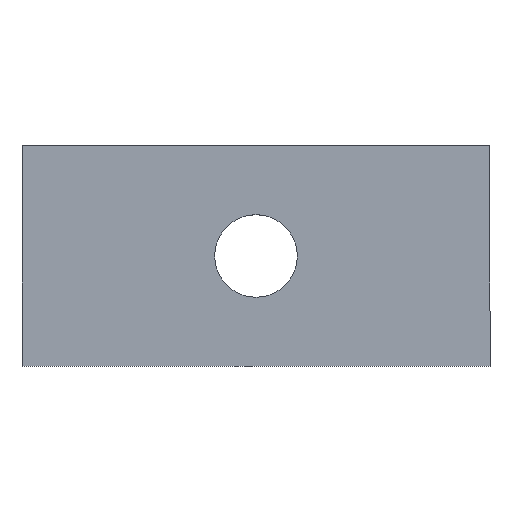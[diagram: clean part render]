
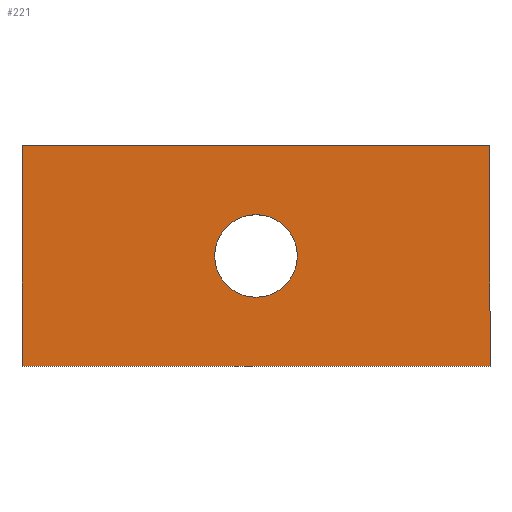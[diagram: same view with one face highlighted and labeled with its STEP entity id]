
A CAD part, top view. The second image highlights one B-rep face of the part: STEP entity #221.
In plain terms, the highlighted planar face has unit normal (0, 0, 1).
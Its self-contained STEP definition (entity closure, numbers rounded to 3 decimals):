
#9 = FACE_BOUND ( 'NONE', #190, .T. ) ;
#10 = AXIS2_PLACEMENT_3D ( 'NONE', #170, #101, #39 ) ;
#15 = EDGE_LOOP ( 'NONE', ( #179, #111, #25, #293 ) ) ;
#16 = EDGE_CURVE ( 'NONE', #70, #282, #86, .T. ) ;
#25 = ORIENTED_EDGE ( 'NONE', *, *, #281, .T. ) ;
#28 = DIRECTION ( 'NONE',  ( 0., 1., 0. ) ) ;
#39 = DIRECTION ( 'NONE',  ( 1., 0., 0. ) ) ;
#40 = CIRCLE ( 'NONE', #291, 7.5 ) ;
#41 = ORIENTED_EDGE ( 'NONE', *, *, #16, .F. ) ;
#47 = LINE ( 'NONE', #280, #196 ) ;
#48 = EDGE_CURVE ( 'NONE', #310, #114, #227, .T. ) ;
#52 = CARTESIAN_POINT ( 'NONE',  ( 0., 40., 0. ) ) ;
#65 = CARTESIAN_POINT ( 'NONE',  ( -85., 0., 0. ) ) ;
#66 = EDGE_CURVE ( 'NONE', #206, #310, #47, .T. ) ;
#69 = CARTESIAN_POINT ( 'NONE',  ( 0., 40., 0. ) ) ;
#70 = VERTEX_POINT ( 'NONE', #87 ) ;
#73 = DIRECTION ( 'NONE',  ( 1., 0., 0. ) ) ;
#74 = DIRECTION ( 'NONE',  ( -1., 0., 0. ) ) ;
#82 = CARTESIAN_POINT ( 'NONE',  ( -85., 40., 0. ) ) ;
#86 = CIRCLE ( 'NONE', #169, 7.5 ) ;
#87 = CARTESIAN_POINT ( 'NONE',  ( -50., 20., 0. ) ) ;
#94 = EDGE_CURVE ( 'NONE', #114, #237, #161, .T. ) ;
#101 = DIRECTION ( 'NONE',  ( 0., 0., 1. ) ) ;
#109 = DIRECTION ( 'NONE',  ( 0., 0., 1. ) ) ;
#111 = ORIENTED_EDGE ( 'NONE', *, *, #94, .T. ) ;
#114 = VERTEX_POINT ( 'NONE', #52 ) ;
#121 = VECTOR ( 'NONE', #126, 1000. ) ;
#126 = DIRECTION ( 'NONE',  ( 0., -1., 0. ) ) ;
#130 = CARTESIAN_POINT ( 'NONE',  ( -42.5, 20., 0. ) ) ;
#133 = EDGE_CURVE ( 'NONE', #282, #70, #40, .T. ) ;
#144 = CARTESIAN_POINT ( 'NONE',  ( -42.5, 20., 0. ) ) ;
#150 = PLANE ( 'NONE',  #10 ) ;
#156 = CARTESIAN_POINT ( 'NONE',  ( -85., 0., 0. ) ) ;
#161 = LINE ( 'NONE', #69, #301 ) ;
#169 = AXIS2_PLACEMENT_3D ( 'NONE', #144, #208, #73 ) ;
#170 = CARTESIAN_POINT ( 'NONE',  ( 0., 0., 0. ) ) ;
#179 = ORIENTED_EDGE ( 'NONE', *, *, #48, .T. ) ;
#190 = EDGE_LOOP ( 'NONE', ( #194, #41 ) ) ;
#194 = ORIENTED_EDGE ( 'NONE', *, *, #133, .F. ) ;
#196 = VECTOR ( 'NONE', #258, 1000. ) ;
#203 = CARTESIAN_POINT ( 'NONE',  ( 0., 0., 0. ) ) ;
#206 = VERTEX_POINT ( 'NONE', #156 ) ;
#208 = DIRECTION ( 'NONE',  ( 0., 0., 1. ) ) ;
#221 = ADVANCED_FACE ( 'NONE', ( #9, #296 ), #150, .T. ) ;
#227 = LINE ( 'NONE', #203, #243 ) ;
#230 = DIRECTION ( 'NONE',  ( 1., 0., 0. ) ) ;
#237 = VERTEX_POINT ( 'NONE', #82 ) ;
#243 = VECTOR ( 'NONE', #28, 1000. ) ;
#251 = LINE ( 'NONE', #65, #121 ) ;
#258 = DIRECTION ( 'NONE',  ( 1., 0., 0. ) ) ;
#273 = CARTESIAN_POINT ( 'NONE',  ( 0., 0., 0. ) ) ;
#280 = CARTESIAN_POINT ( 'NONE',  ( 0., 0., 0. ) ) ;
#281 = EDGE_CURVE ( 'NONE', #237, #206, #251, .T. ) ;
#282 = VERTEX_POINT ( 'NONE', #295 ) ;
#291 = AXIS2_PLACEMENT_3D ( 'NONE', #130, #109, #230 ) ;
#293 = ORIENTED_EDGE ( 'NONE', *, *, #66, .T. ) ;
#295 = CARTESIAN_POINT ( 'NONE',  ( -35., 20., 0. ) ) ;
#296 = FACE_OUTER_BOUND ( 'NONE', #15, .T. ) ;
#301 = VECTOR ( 'NONE', #74, 1000. ) ;
#310 = VERTEX_POINT ( 'NONE', #273 ) ;
